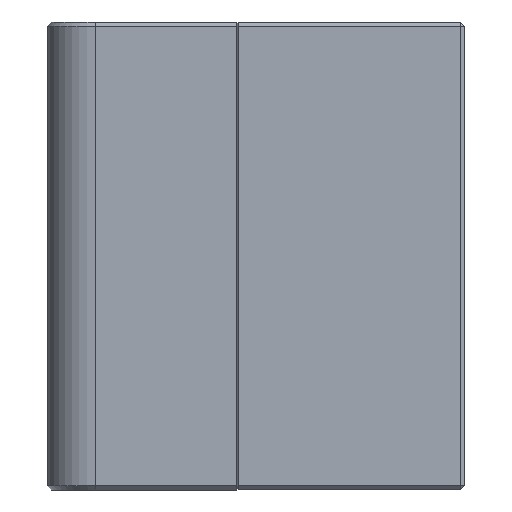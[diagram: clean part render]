
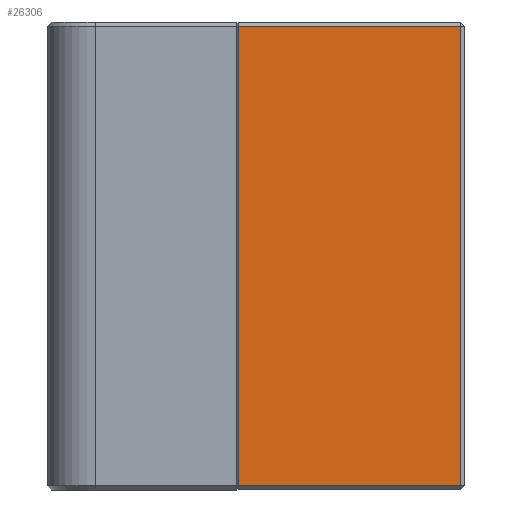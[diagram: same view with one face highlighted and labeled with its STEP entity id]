
A CAD part, left-side view. The second image highlights one B-rep face of the part: STEP entity #26306.
In plain terms, the highlighted planar face has unit normal (-1, 0, 0).
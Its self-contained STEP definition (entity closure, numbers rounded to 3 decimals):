
#220 = LINE ( 'NONE', #27115, #24592 ) ;
#328 = ORIENTED_EDGE ( 'NONE', *, *, #10417, .T. ) ;
#968 = VERTEX_POINT ( 'NONE', #11310 ) ;
#2330 = DIRECTION ( 'NONE',  ( 0., -1., 0. ) ) ;
#3430 = VERTEX_POINT ( 'NONE', #30126 ) ;
#3711 = LINE ( 'NONE', #31063, #7115 ) ;
#4105 = VECTOR ( 'NONE', #30211, 1000. ) ;
#5628 = LINE ( 'NONE', #22706, #4105 ) ;
#6249 = LINE ( 'NONE', #16615, #17703 ) ;
#6764 = EDGE_CURVE ( 'Defeature ausgef�hrt4_43+Defeature ausgef�hrt4_46+Defeature ausgef�hrt4_41+Defeature ausgef�hrt4_44', #3430, #968, #5628, .T. ) ;
#6871 = DIRECTION ( 'NONE',  ( 0., 0., 1. ) ) ;
#7115 = VECTOR ( 'NONE', #9302, 1000. ) ;
#7902 = ORIENTED_EDGE ( 'NONE', *, *, #6764, .T. ) ;
#9302 = DIRECTION ( 'NONE',  ( 0., 1., 0. ) ) ;
#10417 = EDGE_CURVE ( 'Defeature ausgef�hrt4_43+Defeature ausgef�hrt4_35+Defeature ausgef�hrt4_44+Defeature ausgef�hrt4_41', #30357, #19254, #220, .T. ) ;
#11310 = CARTESIAN_POINT ( 'NONE',  ( -72.5, 54.45, -57. ) ) ;
#12502 = CARTESIAN_POINT ( 'NONE',  ( -72.5, -0.75, -57. ) ) ;
#15016 = FACE_OUTER_BOUND ( 'NONE', #20001, .T. ) ;
#15052 = DIRECTION ( 'NONE',  ( 0., 0., 1. ) ) ;
#16615 = CARTESIAN_POINT ( 'NONE',  ( -72.5, -1.75, -57. ) ) ;
#17031 = EDGE_CURVE ( 'Defeature ausgef�hrt4_43+Defeature ausgef�hrt4_44+Defeature ausgef�hrt4_46+Defeature ausgef�hrt4_35', #968, #30357, #6249, .T. ) ;
#17703 = VECTOR ( 'NONE', #2330, 1000. ) ;
#18223 = EDGE_CURVE ( 'Defeature ausgef�hrt4_43+Defeature ausgef�hrt4_41+Defeature ausgef�hrt4_35+Defeature ausgef�hrt4_46', #19254, #3430, #3711, .T. ) ;
#19153 = PLANE ( 'NONE',  #24515 ) ;
#19254 = VERTEX_POINT ( 'NONE', #25356 ) ;
#20001 = EDGE_LOOP ( 'NONE', ( #24681, #7902, #21147, #328 ) ) ;
#21147 = ORIENTED_EDGE ( 'NONE', *, *, #17031, .T. ) ;
#21503 = CARTESIAN_POINT ( 'NONE',  ( -72.5, -1.75, 58. ) ) ;
#22706 = CARTESIAN_POINT ( 'NONE',  ( -72.5, 54.45, 58. ) ) ;
#24515 = AXIS2_PLACEMENT_3D ( 'NONE', #21503, #28985, #6871 ) ;
#24592 = VECTOR ( 'NONE', #15052, 1000. ) ;
#24681 = ORIENTED_EDGE ( 'NONE', *, *, #18223, .T. ) ;
#25356 = CARTESIAN_POINT ( 'NONE',  ( -72.5, -0.75, 57. ) ) ;
#26306 = ADVANCED_FACE ( 'Defeature ausgef�hrt4_43', ( #15016 ), #19153, .T. ) ;
#27115 = CARTESIAN_POINT ( 'NONE',  ( -72.5, -0.75, 58. ) ) ;
#28985 = DIRECTION ( 'NONE',  ( -1., 0., 0. ) ) ;
#30126 = CARTESIAN_POINT ( 'NONE',  ( -72.5, 54.45, 57. ) ) ;
#30211 = DIRECTION ( 'NONE',  ( 0., 0., -1. ) ) ;
#30357 = VERTEX_POINT ( 'NONE', #12502 ) ;
#31063 = CARTESIAN_POINT ( 'NONE',  ( -72.5, 54.75, 57. ) ) ;
